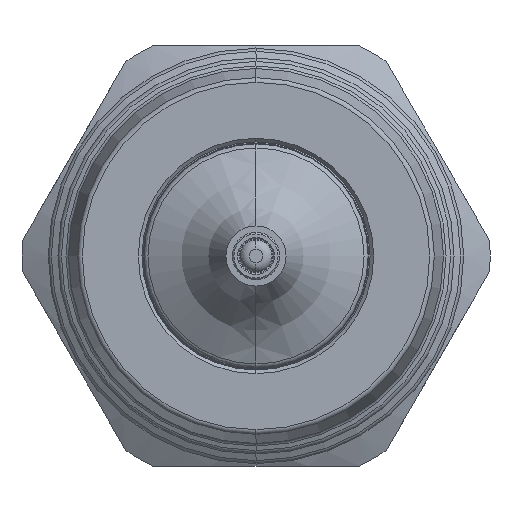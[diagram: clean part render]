
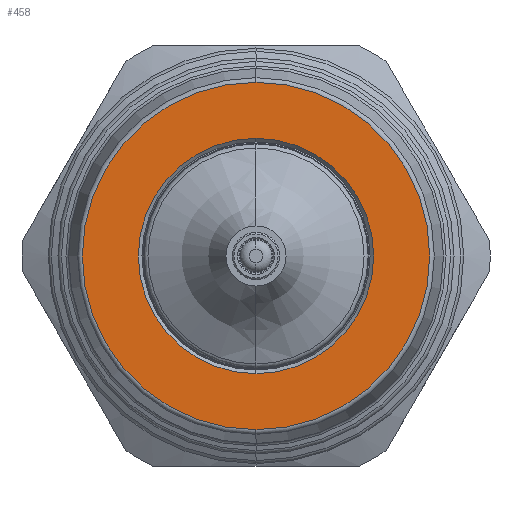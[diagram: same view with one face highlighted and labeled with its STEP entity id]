
A CAD part, left-side view. The second image highlights one B-rep face of the part: STEP entity #458.
In plain terms, the highlighted planar face has unit normal (-1, 0, 0).
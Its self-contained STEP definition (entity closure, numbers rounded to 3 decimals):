
#20 = CIRCLE ( 'NONE', #1645, 14.471 ) ;
#21 = CIRCLE ( 'NONE', #1683, 9.8 ) ;
#28 = CIRCLE ( 'NONE', #1693, 9.8 ) ;
#169 = CIRCLE ( 'NONE', #1648, 14.471 ) ;
#420 = CARTESIAN_POINT ( 'NONE',  ( -46., 10.2, 0. ) ) ;
#422 = PLANE ( 'NONE',  #2334 ) ;
#423 = DIRECTION ( 'NONE',  ( 0., 0., -1. ) ) ;
#424 = DIRECTION ( 'NONE',  ( 1., 0., 0. ) ) ;
#458 = ADVANCED_FACE ( 'NONE', ( #888, #887 ), #422, .F. ) ;
#586 = VERTEX_POINT ( 'NONE', #2045 ) ;
#590 = VERTEX_POINT ( 'NONE', #2049 ) ;
#635 = VERTEX_POINT ( 'NONE', #2085 ) ;
#639 = VERTEX_POINT ( 'NONE', #2089 ) ;
#656 = DIRECTION ( 'NONE',  ( 0., 0., -1. ) ) ;
#657 = DIRECTION ( 'NONE',  ( -1., 0., 0. ) ) ;
#658 = CARTESIAN_POINT ( 'NONE',  ( -46., 0., 0. ) ) ;
#665 = DIRECTION ( 'NONE',  ( 0., 0., 1. ) ) ;
#667 = DIRECTION ( 'NONE',  ( -1., 0., 0. ) ) ;
#678 = CARTESIAN_POINT ( 'NONE',  ( -46., 0., 0. ) ) ;
#769 = CARTESIAN_POINT ( 'NONE',  ( -46., 0., 0. ) ) ;
#770 = DIRECTION ( 'NONE',  ( 0., 0., -1. ) ) ;
#771 = DIRECTION ( 'NONE',  ( -1., 0., 0. ) ) ;
#772 = DIRECTION ( 'NONE',  ( 0., 0., 1. ) ) ;
#842 = CARTESIAN_POINT ( 'NONE',  ( -46., 0., 0. ) ) ;
#843 = DIRECTION ( 'NONE',  ( -1., 0., 0. ) ) ;
#887 = FACE_BOUND ( 'NONE', #1207, .T. ) ;
#888 = FACE_OUTER_BOUND ( 'NONE', #1216, .T. ) ;
#995 = ORIENTED_EDGE ( 'NONE', *, *, #2270, .T. ) ;
#996 = ORIENTED_EDGE ( 'NONE', *, *, #2149, .T. ) ;
#997 = ORIENTED_EDGE ( 'NONE', *, *, #2269, .F. ) ;
#998 = ORIENTED_EDGE ( 'NONE', *, *, #2175, .F. ) ;
#1207 = EDGE_LOOP ( 'NONE', ( #997, #998 ) ) ;
#1216 = EDGE_LOOP ( 'NONE', ( #995, #996 ) ) ;
#1645 = AXIS2_PLACEMENT_3D ( 'NONE', #658, #657, #656 ) ;
#1648 = AXIS2_PLACEMENT_3D ( 'NONE', #769, #771, #770 ) ;
#1683 = AXIS2_PLACEMENT_3D ( 'NONE', #842, #843, #772 ) ;
#1693 = AXIS2_PLACEMENT_3D ( 'NONE', #678, #667, #665 ) ;
#2045 = CARTESIAN_POINT ( 'NONE',  ( -46., 0., -9.8 ) ) ;
#2049 = CARTESIAN_POINT ( 'NONE',  ( -46., 0., 9.8 ) ) ;
#2085 = CARTESIAN_POINT ( 'NONE',  ( -46., 0., 14.471 ) ) ;
#2089 = CARTESIAN_POINT ( 'NONE',  ( -46., 0., -14.471 ) ) ;
#2149 = EDGE_CURVE ( 'NONE', #635, #639, #169, .T. ) ;
#2175 = EDGE_CURVE ( 'NONE', #586, #590, #21, .T. ) ;
#2269 = EDGE_CURVE ( 'NONE', #590, #586, #28, .T. ) ;
#2270 = EDGE_CURVE ( 'NONE', #639, #635, #20, .T. ) ;
#2334 = AXIS2_PLACEMENT_3D ( 'NONE', #420, #424, #423 ) ;
